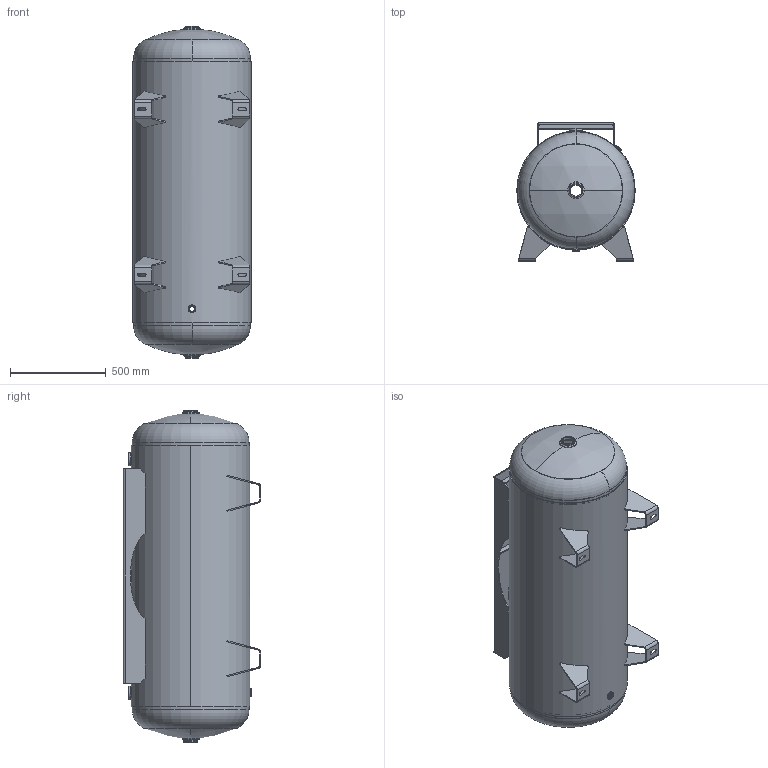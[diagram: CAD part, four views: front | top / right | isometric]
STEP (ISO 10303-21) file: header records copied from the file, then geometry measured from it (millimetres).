
FILE_DESCRIPTION (( 'STEP AP214' ), '1' );
FILE_NAME ('302480.STEP', '2025-01-13T20:00:46', ( '' ), ( '' ), 'SwSTEP 2.0', 'SolidWorks 2022', '' );
FILE_SCHEMA (( 'AUTOMOTIVE_DESIGN' ));
Length unit declared in the file: inch
Products named in the file (13): A56262; PHOENIX FLAT FLANGE_0250P391; 302480-SL; HEAD_24X149PLN; A57518; A57519; A55716; PHOENIX FLAT FLANGE_2000; PHOENIX RAD FLANGE_150P ; NP-HOR_24 ID; PHOENIX FLAT FLANGE_0750; 302480
Assembly tree (19 placements, depth 3):
  302480
    302480-SL
    HEAD_24X149PLN
    HEAD_24X149PLN
    PHOENIX FLAT FLANGE_2000  x2
    PHOENIX RAD FLANGE_150P   x3
    PHOENIX FLAT FLANGE_0750
    PHOENIX FLAT FLANGE_0250P391
    A55716  x4
    A57519
      A56262
      A57518  x2
    NP-HOR_24 ID
Bounding box: 618.95 x 719.28 x 1733.55 mm (x, y, z)
Volume: 20403321.8 mm3; surface area: 8849987.7 mm2
Topology: 18 solids, 18 shells, 457 faces, 1066 edges, 654 vertices
Faces by surface type: plane 180, cylinder 161, torus 86, bspline 22, sphere 8
Full cylindrical faces by diameter (mm): 609.6 x1, 618.947 x1
Entity records: 15041 total; most frequent: CARTESIAN_POINT 7688, DIRECTION 1489, ORIENTED_EDGE 1350, EDGE_CURVE 675, AXIS2_PLACEMENT_3D 605, VERTEX_POINT 420, EDGE_LOOP 341, CIRCLE 322
